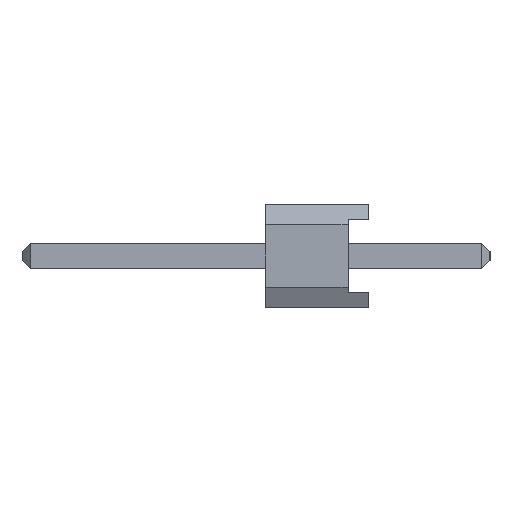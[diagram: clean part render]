
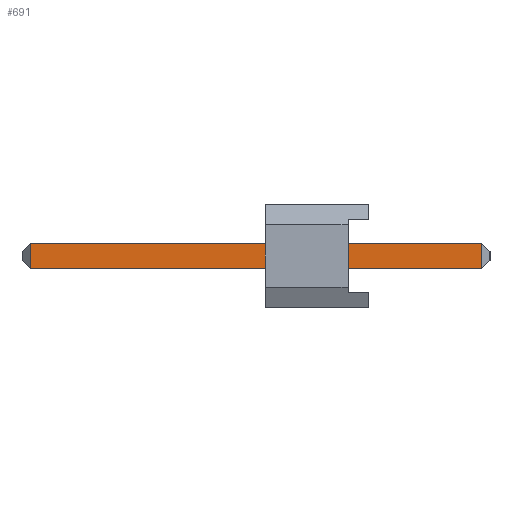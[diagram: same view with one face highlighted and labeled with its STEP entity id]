
A CAD part, left-side view. The second image highlights one B-rep face of the part: STEP entity #691.
In plain terms, the highlighted face is planar.
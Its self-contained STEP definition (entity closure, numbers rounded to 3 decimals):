
#165=FACE_OUTER_BOUND('',#199,.T.);
#199=EDGE_LOOP('',(#603,#604,#605,#606));
#256=LINE('',#1140,#332);
#273=LINE('',#1175,#349);
#274=LINE('',#1177,#350);
#275=LINE('',#1178,#351);
#332=VECTOR('',#921,1000.);
#349=VECTOR('',#950,1000.);
#350=VECTOR('',#951,1000.);
#351=VECTOR('',#952,1000.);
#392=VERTEX_POINT('',#1137);
#393=VERTEX_POINT('',#1139);
#405=VERTEX_POINT('',#1174);
#406=VERTEX_POINT('',#1176);
#456=EDGE_CURVE('',#393,#392,#256,.T.);
#473=EDGE_CURVE('',#393,#405,#273,.T.);
#474=EDGE_CURVE('',#392,#406,#274,.T.);
#475=EDGE_CURVE('',#406,#405,#275,.T.);
#603=ORIENTED_EDGE('',*,*,#473,.F.);
#604=ORIENTED_EDGE('',*,*,#456,.T.);
#605=ORIENTED_EDGE('',*,*,#474,.T.);
#606=ORIENTED_EDGE('',*,*,#475,.T.);
#659=PLANE('',#790);
#691=ADVANCED_FACE('',(#165),#659,.F.);
#790=AXIS2_PLACEMENT_3D('',#1173,#948,#949);
#921=DIRECTION('',(0.,1.,0.));
#948=DIRECTION('center_axis',(-1.,0.,0.));
#949=DIRECTION('ref_axis',(0.,0.,1.));
#950=DIRECTION('',(0.,0.,1.));
#951=DIRECTION('',(0.,0.,1.));
#952=DIRECTION('',(0.,-1.,0.));
#1137=CARTESIAN_POINT('',(0.32,0.32,-5.57));
#1139=CARTESIAN_POINT('',(0.32,-0.32,-5.57));
#1140=CARTESIAN_POINT('',(0.32,-0.32,-5.57));
#1173=CARTESIAN_POINT('Origin',(0.32,-0.32,-5.77));
#1174=CARTESIAN_POINT('',(0.32,-0.32,5.57));
#1175=CARTESIAN_POINT('',(0.32,-0.32,-5.77));
#1176=CARTESIAN_POINT('',(0.32,0.32,5.57));
#1177=CARTESIAN_POINT('',(0.32,0.32,-5.77));
#1178=CARTESIAN_POINT('',(0.32,-0.32,5.57));
